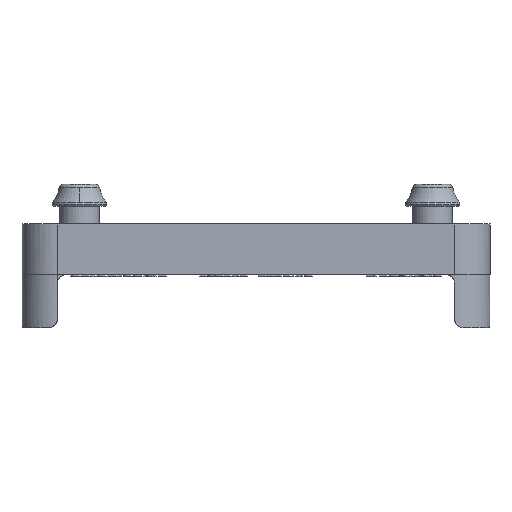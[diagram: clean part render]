
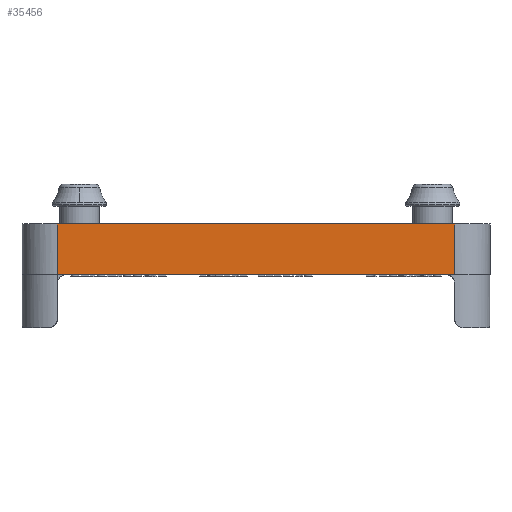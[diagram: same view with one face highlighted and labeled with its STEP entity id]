
A CAD part, front view. The second image highlights one B-rep face of the part: STEP entity #35456.
In plain terms, the highlighted planar face has unit normal (0, -1, 0).
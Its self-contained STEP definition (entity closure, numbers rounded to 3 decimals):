
#4710=CARTESIAN_POINT('',(22.5,-26.5,-2.0));
#4711=VERTEX_POINT('',#4710);
#4719=CARTESIAN_POINT('',(-22.5,-26.5,-2.0));
#4720=VERTEX_POINT('',#4719);
#4721=CARTESIAN_POINT('',(-22.5,-26.5,-2.0));
#4722=DIRECTION('',(1.0,0.0,0.0));
#4723=VECTOR('',#4722,45.0);
#4724=LINE('',#4721,#4723);
#4725=EDGE_CURVE('',#4720,#4711,#4724,.T.);
#35328=CARTESIAN_POINT('',(-22.5,-26.5,3.75));
#35329=VERTEX_POINT('',#35328);
#35330=CARTESIAN_POINT('',(-22.5,-26.5,-2.0));
#35331=DIRECTION('',(0.0,0.0,1.0));
#35332=VECTOR('',#35331,5.75);
#35333=LINE('',#35330,#35332);
#35334=EDGE_CURVE('',#4720,#35329,#35333,.T.);
#35421=CARTESIAN_POINT('',(22.5,-26.5,3.75));
#35422=VERTEX_POINT('',#35421);
#35430=CARTESIAN_POINT('',(22.5,-26.5,-2.0));
#35431=DIRECTION('',(0.0,0.0,1.0));
#35432=VECTOR('',#35431,5.75);
#35433=LINE('',#35430,#35432);
#35434=EDGE_CURVE('',#4711,#35422,#35433,.T.);
#35440=CARTESIAN_POINT('',(22.5,-26.5,-2.0));
#35441=DIRECTION('',(0.0,-1.0,0.0));
#35442=DIRECTION('',(0.0,0.0,-1.0));
#35443=AXIS2_PLACEMENT_3D('',#35440,#35441,#35442);
#35444=PLANE('',#35443);
#35445=ORIENTED_EDGE('',*,*,#35434,.T.);
#35446=CARTESIAN_POINT('',(22.5,-26.5,3.75));
#35447=DIRECTION('',(-1.0,0.0,0.0));
#35448=VECTOR('',#35447,45.0);
#35449=LINE('',#35446,#35448);
#35450=EDGE_CURVE('',#35422,#35329,#35449,.T.);
#35451=ORIENTED_EDGE('',*,*,#35450,.T.);
#35452=ORIENTED_EDGE('',*,*,#35334,.F.);
#35453=ORIENTED_EDGE('',*,*,#4725,.T.);
#35454=EDGE_LOOP('',(#35445,#35451,#35452,#35453));
#35455=FACE_OUTER_BOUND('',#35454,.T.);
#35456=ADVANCED_FACE('',(#35455),#35444,.T.);
